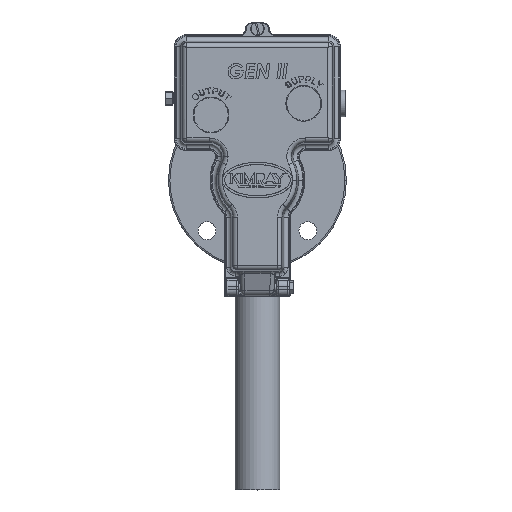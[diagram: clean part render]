
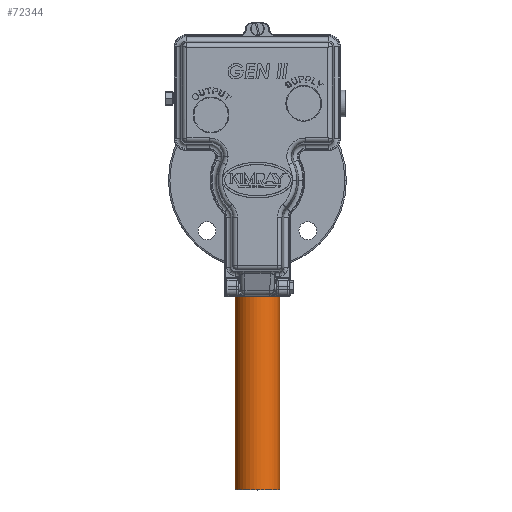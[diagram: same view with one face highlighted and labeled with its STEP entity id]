
A CAD part, top view. The second image highlights one B-rep face of the part: STEP entity #72344.
In plain terms, the highlighted cylindrical face has radius 23.812 mm (diameter 47.625 mm), a partial arc.
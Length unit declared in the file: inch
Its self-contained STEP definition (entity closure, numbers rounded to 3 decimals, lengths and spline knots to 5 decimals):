
#1505 = DIRECTION ( 'NONE',  ( -1., 0., 0. ) ) ;
#2338 = CARTESIAN_POINT ( 'NONE',  ( 0.9375, -1.33075, -13.29527 ) ) ;
#7966 = LINE ( 'NONE', #59232, #73572 ) ;
#11407 = VERTEX_POINT ( 'NONE', #2338 ) ;
#14626 = EDGE_CURVE ( 'NONE', #44943, #20447, #29400, .T. ) ;
#20447 = VERTEX_POINT ( 'NONE', #25782 ) ;
#25782 = CARTESIAN_POINT ( 'NONE',  ( 0.9375, -13.01825, -13.29527 ) ) ;
#26901 = CARTESIAN_POINT ( 'NONE',  ( 0., -13.01825, -13.29527 ) ) ;
#29400 = CIRCLE ( 'NONE', #90125, 0.9375 ) ;
#29694 = EDGE_LOOP ( 'NONE', ( #42252, #66138, #65797, #56535 ) ) ;
#32156 = CYLINDRICAL_SURFACE ( 'NONE', #91978, 0.9375 ) ;
#38838 = CARTESIAN_POINT ( 'NONE',  ( -0.9375, -13.01825, -13.29527 ) ) ;
#39300 = LINE ( 'NONE', #38838, #55546 ) ;
#42252 = ORIENTED_EDGE ( 'NONE', *, *, #14626, .T. ) ;
#43827 = CARTESIAN_POINT ( 'NONE',  ( -0.9375, -13.01825, -13.29527 ) ) ;
#44943 = VERTEX_POINT ( 'NONE', #43827 ) ;
#45817 = DIRECTION ( 'NONE',  ( 0., 1., 0. ) ) ;
#49271 = CARTESIAN_POINT ( 'NONE',  ( -0.9375, -1.33075, -13.29527 ) ) ;
#50928 = EDGE_CURVE ( 'NONE', #20447, #11407, #7966, .T. ) ;
#53238 = CARTESIAN_POINT ( 'NONE',  ( 0., -13.01825, -13.29527 ) ) ;
#53496 = FACE_OUTER_BOUND ( 'NONE', #29694, .T. ) ;
#55546 = VECTOR ( 'NONE', #61670, 39.37008 ) ;
#56535 = ORIENTED_EDGE ( 'NONE', *, *, #74176, .F. ) ;
#59232 = CARTESIAN_POINT ( 'NONE',  ( 0.9375, -13.01825, -13.29527 ) ) ;
#61670 = DIRECTION ( 'NONE',  ( 0., 1., 0. ) ) ;
#62491 = AXIS2_PLACEMENT_3D ( 'NONE', #66366, #45817, #74889 ) ;
#63520 = DIRECTION ( 'NONE',  ( -1., 0., 0. ) ) ;
#65797 = ORIENTED_EDGE ( 'NONE', *, *, #82425, .F. ) ;
#66138 = ORIENTED_EDGE ( 'NONE', *, *, #50928, .T. ) ;
#66366 = CARTESIAN_POINT ( 'NONE',  ( 0., -1.33075, -13.29527 ) ) ;
#69201 = DIRECTION ( 'NONE',  ( 0., 1., 0. ) ) ;
#72344 = ADVANCED_FACE ( 'NONE', ( #53496 ), #32156, .T. ) ;
#73572 = VECTOR ( 'NONE', #89224, 39.37008 ) ;
#74176 = EDGE_CURVE ( 'NONE', #44943, #75198, #39300, .T. ) ;
#74239 = DIRECTION ( 'NONE',  ( 0., 1., 0. ) ) ;
#74889 = DIRECTION ( 'NONE',  ( -1., 0., 0. ) ) ;
#75198 = VERTEX_POINT ( 'NONE', #49271 ) ;
#82425 = EDGE_CURVE ( 'NONE', #75198, #11407, #92877, .T. ) ;
#89224 = DIRECTION ( 'NONE',  ( 0., 1., 0. ) ) ;
#90125 = AXIS2_PLACEMENT_3D ( 'NONE', #53238, #74239, #1505 ) ;
#91978 = AXIS2_PLACEMENT_3D ( 'NONE', #26901, #69201, #63520 ) ;
#92877 = CIRCLE ( 'NONE', #62491, 0.9375 ) ;
